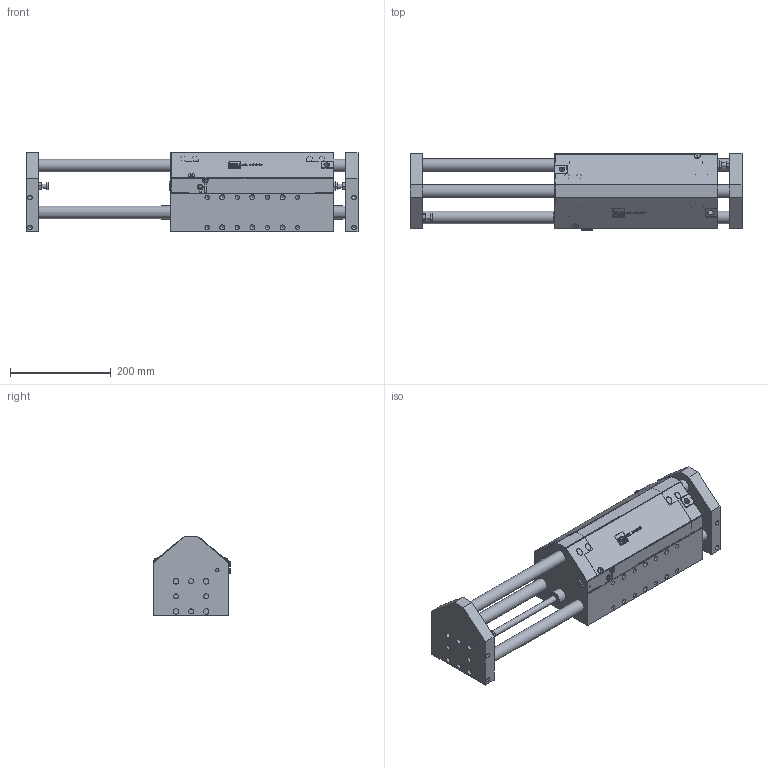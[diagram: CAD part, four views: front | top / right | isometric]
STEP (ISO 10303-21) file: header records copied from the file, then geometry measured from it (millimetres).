
FILE_DESCRIPTION((''),'2;1');
FILE_NAME('MSL5-240-3F.stp','2012-10-01T15:09:54',('hartung_david'),(''),'Autodesk Inventor 2012','Autodesk Inventor 2012','');
FILE_SCHEMA(('AUTOMOTIVE_DESIGN { 1 0 10303 214 1 1 1 1 }'));
Length unit declared in the file: millimetre
Products named in the file (3): MSL5-240-3F; MSL5-240-3F-010; MSL5-240-3F-020
Assembly tree (2 placements, depth 2):
  MSL5-240-3F
    MSL5-240-3F-010
    MSL5-240-3F-020
Bounding box: 660 x 153.52 x 159 mm (x, y, z)
Volume: 7904020.1 mm3; surface area: 787063.3 mm2
Topology: 2 solids, 43 shells, 1211 faces, 3089 edges, 2030 vertices
Faces by surface type: plane 607, bspline 255, cylinder 221, cone 124, torus 4
Full cylindrical faces by diameter (mm): 3.242 x2, 3.7 x2, 4 x2, 4.917 x2, 6.5 x2, 6.917 x4, 7 x2, 8 x4, 8.376 x24, 8.5 x2, 8.8 x2, 8.917 x12, 9.5 x2, 10 x26, 10.8 x2, 11 x18, 11.4 x2, 11.445 x2, 11.5 x2, 12 x6, 13.6 x2, 14 x2, 15 x2, 17.4 x2, 18 x4, 19 x4, 20 x2, 23.376 x2, 25 x10, 25.05 x2
Entity records: 37538 total; most frequent: CARTESIAN_POINT 10055, ORIENTED_EDGE 5404, DIRECTION 4550, EDGE_CURVE 2702, VERTEX_POINT 1910, EDGE_LOOP 1664, VECTOR 1594, LINE 1594
